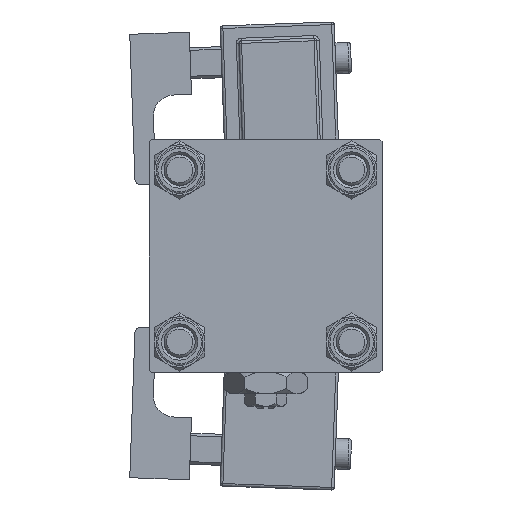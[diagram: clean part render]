
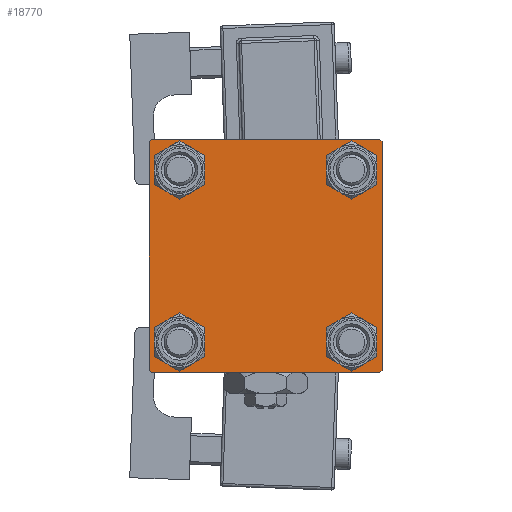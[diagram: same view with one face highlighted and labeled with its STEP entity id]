
A CAD part, left-side view. The second image highlights one B-rep face of the part: STEP entity #18770.
In plain terms, the highlighted planar face has unit normal (-1, 0, 0).
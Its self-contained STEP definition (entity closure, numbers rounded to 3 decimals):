
#892 = AXIS2_PLACEMENT_3D ( 'NONE', #47185, #3023, #20750 ) ;
#1254 = CARTESIAN_POINT ( 'NONE',  ( 0., 16.6, -16.6 ) ) ;
#1840 = CIRCLE ( 'NONE', #892, 3.5 ) ;
#2358 = ORIENTED_EDGE ( 'NONE', *, *, #18063, .F. ) ;
#2440 = LINE ( 'NONE', #55591, #23201 ) ;
#2843 = EDGE_CURVE ( 'NONE', #55057, #18841, #18442, .T. ) ;
#3023 = DIRECTION ( 'NONE',  ( 1., 0., 0. ) ) ;
#3401 = CARTESIAN_POINT ( 'NONE',  ( 0., 16.6, 20.1 ) ) ;
#3534 = AXIS2_PLACEMENT_3D ( 'NONE', #27037, #8742, #26467 ) ;
#3676 = ORIENTED_EDGE ( 'NONE', *, *, #24477, .T. ) ;
#3840 = CARTESIAN_POINT ( 'NONE',  ( 0., 22.5, 22. ) ) ;
#3905 = ORIENTED_EDGE ( 'NONE', *, *, #44175, .T. ) ;
#5307 = CIRCLE ( 'NONE', #37929, 3.5 ) ;
#6607 = LINE ( 'NONE', #11259, #32546 ) ;
#8048 = CARTESIAN_POINT ( 'NONE',  ( 0., 0., 0. ) ) ;
#8742 = DIRECTION ( 'NONE',  ( 1., 0., 0. ) ) ;
#9845 = CIRCLE ( 'NONE', #42330, 3.5 ) ;
#9885 = CARTESIAN_POINT ( 'NONE',  ( 0., -22.5, 22. ) ) ;
#10611 = CARTESIAN_POINT ( 'NONE',  ( 0., 22.5, 22.5 ) ) ;
#10620 = CARTESIAN_POINT ( 'NONE',  ( 0., -16.6, -13.1 ) ) ;
#11001 = AXIS2_PLACEMENT_3D ( 'NONE', #29826, #34180, #46176 ) ;
#11259 = CARTESIAN_POINT ( 'NONE',  ( 0., -22.25, -22.25 ) ) ;
#11450 = ORIENTED_EDGE ( 'NONE', *, *, #53412, .T. ) ;
#12344 = EDGE_CURVE ( 'NONE', #38608, #29530, #5307, .T. ) ;
#13306 = LINE ( 'NONE', #48470, #33292 ) ;
#14002 = DIRECTION ( 'NONE',  ( 1., 0., 0. ) ) ;
#14600 = DIRECTION ( 'NONE',  ( 1., 0., 0. ) ) ;
#14685 = LINE ( 'NONE', #10611, #35208 ) ;
#15807 = DIRECTION ( 'NONE',  ( 0., 0., -1. ) ) ;
#16108 = CARTESIAN_POINT ( 'NONE',  ( 0., 22.5, -22.5 ) ) ;
#16135 = EDGE_CURVE ( 'NONE', #26809, #20194, #14685, .T. ) ;
#16705 = VERTEX_POINT ( 'NONE', #9885 ) ;
#16770 = FACE_BOUND ( 'NONE', #53663, .T. ) ;
#17172 = EDGE_CURVE ( 'NONE', #20267, #41541, #1840, .T. ) ;
#17346 = EDGE_LOOP ( 'NONE', ( #39077, #45325, #52770, #11450, #35793, #23066, #2358, #42549 ) ) ;
#17348 = DIRECTION ( 'NONE',  ( 0., 0., 1. ) ) ;
#18063 = EDGE_CURVE ( 'NONE', #27934, #50468, #42487, .T. ) ;
#18442 = CIRCLE ( 'NONE', #11001, 3.5 ) ;
#18477 = DIRECTION ( 'NONE',  ( 0., 0., -1. ) ) ;
#18770 = ADVANCED_FACE ( 'NONE', ( #43808, #52220, #26651, #16770, #47856 ), #21127, .T. ) ;
#18800 = AXIS2_PLACEMENT_3D ( 'NONE', #39288, #39571, #43059 ) ;
#18841 = VERTEX_POINT ( 'NONE', #3401 ) ;
#19900 = DIRECTION ( 'NONE',  ( 0., -1., 0. ) ) ;
#20194 = VERTEX_POINT ( 'NONE', #22049 ) ;
#20267 = VERTEX_POINT ( 'NONE', #49061 ) ;
#20633 = ORIENTED_EDGE ( 'NONE', *, *, #56445, .T. ) ;
#20750 = DIRECTION ( 'NONE',  ( 0., 0., 1. ) ) ;
#21127 = PLANE ( 'NONE',  #35288 ) ;
#21545 = CIRCLE ( 'NONE', #54002, 3.5 ) ;
#22049 = CARTESIAN_POINT ( 'NONE',  ( 0., 22.5, -22. ) ) ;
#22439 = ORIENTED_EDGE ( 'NONE', *, *, #41178, .T. ) ;
#23066 = ORIENTED_EDGE ( 'NONE', *, *, #56049, .T. ) ;
#23201 = VECTOR ( 'NONE', #15807, 1000. ) ;
#24333 = DIRECTION ( 'NONE',  ( 0., -0.707, 0.707 ) ) ;
#24477 = EDGE_CURVE ( 'NONE', #32956, #47193, #41954, .T. ) ;
#24509 = VERTEX_POINT ( 'NONE', #48886 ) ;
#26391 = DIRECTION ( 'NONE',  ( 0., -0.707, -0.707 ) ) ;
#26445 = CARTESIAN_POINT ( 'NONE',  ( 0., 22., 22.5 ) ) ;
#26467 = DIRECTION ( 'NONE',  ( 0., 0., 1. ) ) ;
#26651 = FACE_BOUND ( 'NONE', #56145, .T. ) ;
#26809 = VERTEX_POINT ( 'NONE', #3840 ) ;
#27037 = CARTESIAN_POINT ( 'NONE',  ( 0., -16.6, -16.6 ) ) ;
#27195 = CARTESIAN_POINT ( 'NONE',  ( 0., -16.6, -20.1 ) ) ;
#27860 = CARTESIAN_POINT ( 'NONE',  ( 0., -22., -22.5 ) ) ;
#27934 = VERTEX_POINT ( 'NONE', #26445 ) ;
#27941 = CARTESIAN_POINT ( 'NONE',  ( 0., 16.6, 16.6 ) ) ;
#28484 = ORIENTED_EDGE ( 'NONE', *, *, #12344, .T. ) ;
#29530 = VERTEX_POINT ( 'NONE', #10620 ) ;
#29826 = CARTESIAN_POINT ( 'NONE',  ( 0., 16.6, 16.6 ) ) ;
#30000 = VERTEX_POINT ( 'NONE', #27860 ) ;
#30037 = CARTESIAN_POINT ( 'NONE',  ( 0., 16.6, -20.1 ) ) ;
#30612 = DIRECTION ( 'NONE',  ( 0., 0., 1. ) ) ;
#31248 = VERTEX_POINT ( 'NONE', #35301 ) ;
#31341 = CARTESIAN_POINT ( 'NONE',  ( 0., 22.25, 22.25 ) ) ;
#31853 = CARTESIAN_POINT ( 'NONE',  ( 0., -22.25, 22.25 ) ) ;
#32546 = VECTOR ( 'NONE', #24333, 1000. ) ;
#32956 = VERTEX_POINT ( 'NONE', #49666 ) ;
#33292 = VECTOR ( 'NONE', #26391, 1000. ) ;
#34180 = DIRECTION ( 'NONE',  ( 1., 0., 0. ) ) ;
#34646 = CARTESIAN_POINT ( 'NONE',  ( 0., 22.5, 22.5 ) ) ;
#34689 = EDGE_CURVE ( 'NONE', #24509, #30000, #55612, .T. ) ;
#34957 = CARTESIAN_POINT ( 'NONE',  ( 0., 16.6, -16.6 ) ) ;
#35208 = VECTOR ( 'NONE', #18477, 1000. ) ;
#35288 = AXIS2_PLACEMENT_3D ( 'NONE', #8048, #56550, #17348 ) ;
#35301 = CARTESIAN_POINT ( 'NONE',  ( 0., -22.5, -22. ) ) ;
#35456 = AXIS2_PLACEMENT_3D ( 'NONE', #34957, #39893, #30612 ) ;
#35793 = ORIENTED_EDGE ( 'NONE', *, *, #51412, .F. ) ;
#36098 = CARTESIAN_POINT ( 'NONE',  ( 0., -16.6, -16.6 ) ) ;
#36775 = LINE ( 'NONE', #31853, #48468 ) ;
#37881 = CIRCLE ( 'NONE', #3534, 3.5 ) ;
#37929 = AXIS2_PLACEMENT_3D ( 'NONE', #36098, #14002, #49165 ) ;
#38140 = ORIENTED_EDGE ( 'NONE', *, *, #17172, .T. ) ;
#38608 = VERTEX_POINT ( 'NONE', #27195 ) ;
#39077 = ORIENTED_EDGE ( 'NONE', *, *, #16135, .T. ) ;
#39288 = CARTESIAN_POINT ( 'NONE',  ( 0., -16.6, 16.6 ) ) ;
#39571 = DIRECTION ( 'NONE',  ( 1., 0., 0. ) ) ;
#39760 = LINE ( 'NONE', #31341, #57347 ) ;
#39893 = DIRECTION ( 'NONE',  ( 1., 0., 0. ) ) ;
#40742 = DIRECTION ( 'NONE',  ( 0., 0., 1. ) ) ;
#41087 = CIRCLE ( 'NONE', #18800, 3.5 ) ;
#41178 = EDGE_CURVE ( 'NONE', #18841, #55057, #9845, .T. ) ;
#41541 = VERTEX_POINT ( 'NONE', #45296 ) ;
#41954 = CIRCLE ( 'NONE', #35456, 3.5 ) ;
#42194 = DIRECTION ( 'NONE',  ( 0., 0., 1. ) ) ;
#42330 = AXIS2_PLACEMENT_3D ( 'NONE', #27941, #45089, #40742 ) ;
#42487 = LINE ( 'NONE', #34646, #48267 ) ;
#42549 = ORIENTED_EDGE ( 'NONE', *, *, #44635, .T. ) ;
#43059 = DIRECTION ( 'NONE',  ( 0., 0., 1. ) ) ;
#43808 = FACE_BOUND ( 'NONE', #46029, .T. ) ;
#44175 = EDGE_CURVE ( 'NONE', #29530, #38608, #37881, .T. ) ;
#44229 = VECTOR ( 'NONE', #19900, 1000. ) ;
#44635 = EDGE_CURVE ( 'NONE', #27934, #26809, #39760, .T. ) ;
#45089 = DIRECTION ( 'NONE',  ( 1., 0., 0. ) ) ;
#45159 = EDGE_LOOP ( 'NONE', ( #3905, #28484 ) ) ;
#45296 = CARTESIAN_POINT ( 'NONE',  ( 0., -16.6, 20.1 ) ) ;
#45325 = ORIENTED_EDGE ( 'NONE', *, *, #45527, .T. ) ;
#45527 = EDGE_CURVE ( 'NONE', #20194, #24509, #13306, .T. ) ;
#46029 = EDGE_LOOP ( 'NONE', ( #20633, #38140 ) ) ;
#46176 = DIRECTION ( 'NONE',  ( 0., 0., 1. ) ) ;
#47185 = CARTESIAN_POINT ( 'NONE',  ( 0., -16.6, 16.6 ) ) ;
#47193 = VERTEX_POINT ( 'NONE', #30037 ) ;
#47856 = FACE_OUTER_BOUND ( 'NONE', #17346, .T. ) ;
#47990 = DIRECTION ( 'NONE',  ( 0., -1., 0. ) ) ;
#48267 = VECTOR ( 'NONE', #47990, 1000. ) ;
#48468 = VECTOR ( 'NONE', #49560, 1000. ) ;
#48470 = CARTESIAN_POINT ( 'NONE',  ( 0., 22.25, -22.25 ) ) ;
#48886 = CARTESIAN_POINT ( 'NONE',  ( 0., 22., -22.5 ) ) ;
#49061 = CARTESIAN_POINT ( 'NONE',  ( 0., -16.6, 13.1 ) ) ;
#49165 = DIRECTION ( 'NONE',  ( 0., 0., 1. ) ) ;
#49324 = CARTESIAN_POINT ( 'NONE',  ( 0., -22., 22.5 ) ) ;
#49560 = DIRECTION ( 'NONE',  ( 0., 0.707, 0.707 ) ) ;
#49666 = CARTESIAN_POINT ( 'NONE',  ( 0., 16.6, -13.1 ) ) ;
#49898 = ORIENTED_EDGE ( 'NONE', *, *, #2843, .T. ) ;
#50468 = VERTEX_POINT ( 'NONE', #49324 ) ;
#51412 = EDGE_CURVE ( 'NONE', #16705, #31248, #2440, .T. ) ;
#52220 = FACE_BOUND ( 'NONE', #45159, .T. ) ;
#52770 = ORIENTED_EDGE ( 'NONE', *, *, #34689, .T. ) ;
#53412 = EDGE_CURVE ( 'NONE', #30000, #31248, #6607, .T. ) ;
#53663 = EDGE_LOOP ( 'NONE', ( #22439, #49898 ) ) ;
#54002 = AXIS2_PLACEMENT_3D ( 'NONE', #1254, #14600, #42194 ) ;
#55057 = VERTEX_POINT ( 'NONE', #56513 ) ;
#55371 = ORIENTED_EDGE ( 'NONE', *, *, #56309, .T. ) ;
#55591 = CARTESIAN_POINT ( 'NONE',  ( 0., -22.5, 22.5 ) ) ;
#55612 = LINE ( 'NONE', #16108, #44229 ) ;
#56049 = EDGE_CURVE ( 'NONE', #16705, #50468, #36775, .T. ) ;
#56145 = EDGE_LOOP ( 'NONE', ( #3676, #55371 ) ) ;
#56309 = EDGE_CURVE ( 'NONE', #47193, #32956, #21545, .T. ) ;
#56445 = EDGE_CURVE ( 'NONE', #41541, #20267, #41087, .T. ) ;
#56513 = CARTESIAN_POINT ( 'NONE',  ( 0., 16.6, 13.1 ) ) ;
#56550 = DIRECTION ( 'NONE',  ( -1., 0., 0. ) ) ;
#57162 = DIRECTION ( 'NONE',  ( 0., 0.707, -0.707 ) ) ;
#57347 = VECTOR ( 'NONE', #57162, 1000. ) ;
